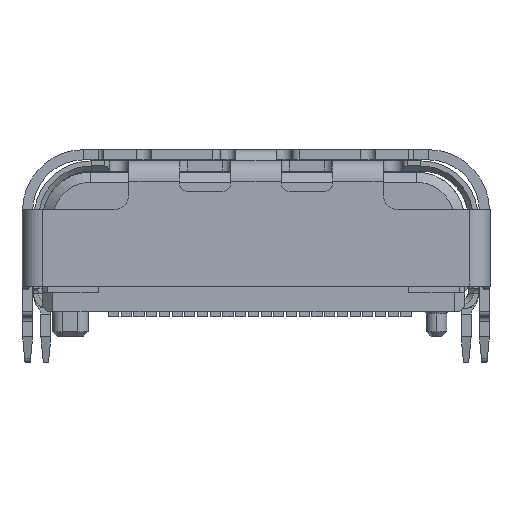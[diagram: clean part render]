
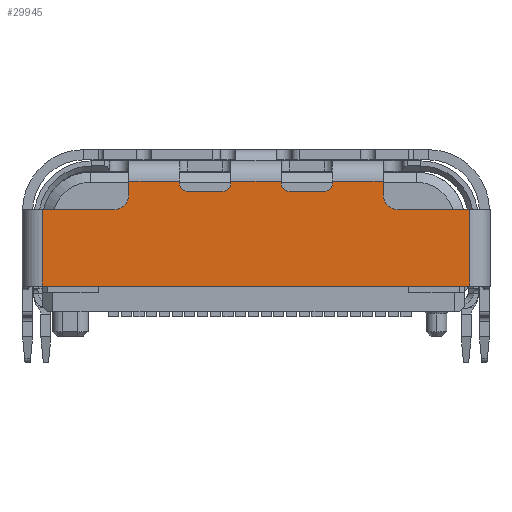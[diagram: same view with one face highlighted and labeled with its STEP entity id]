
A CAD part, left-side view. The second image highlights one B-rep face of the part: STEP entity #29945.
In plain terms, the highlighted planar face has unit normal (-1, 0, 0).
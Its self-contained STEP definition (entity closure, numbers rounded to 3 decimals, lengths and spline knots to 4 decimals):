
#5620=VERTEX_POINT('',#5621);
#5621=CARTESIAN_POINT('',(-10.45,-4.2,-0.98));
#5627=EDGE_CURVE('',#5620,#5628,#5630,.F.);
#5628=VERTEX_POINT('',#5629);
#5629=CARTESIAN_POINT('',(-10.45,4.2,-0.98));
#5630=LINE('',#5631,#5632);
#5631=CARTESIAN_POINT('',(-10.45,4.2,-0.98));
#5632=VECTOR('',#5633,1.0);
#5633=DIRECTION('',(0.0,-1.0,0.0));
#29451=VERTEX_POINT('',#29452);
#29452=CARTESIAN_POINT('',(-10.45,2.5,1.08));
#29475=EDGE_CURVE('',#29451,#29476,#29478,.F.);
#29476=VERTEX_POINT('',#29477);
#29477=CARTESIAN_POINT('',(-10.45,1.5,1.08));
#29478=LINE('',#29479,#29480);
#29479=CARTESIAN_POINT('',(-10.45,1.5,1.08));
#29480=VECTOR('',#29481,1.0);
#29481=DIRECTION('',(0.0,1.0,0.0));
#29620=VERTEX_POINT('',#29621);
#29621=CARTESIAN_POINT('',(-10.45,0.5,1.08));
#29644=EDGE_CURVE('',#29620,#29645,#29647,.F.);
#29645=VERTEX_POINT('',#29646);
#29646=CARTESIAN_POINT('',(-10.45,-0.5,1.08));
#29647=LINE('',#29648,#29649);
#29648=CARTESIAN_POINT('',(-10.45,-0.5,1.08));
#29649=VECTOR('',#29650,1.0);
#29650=DIRECTION('',(0.0,1.0,0.0));
#29789=VERTEX_POINT('',#29790);
#29790=CARTESIAN_POINT('',(-10.45,-1.5,1.08));
#29811=EDGE_CURVE('',#29789,#29812,#29814,.T.);
#29812=VERTEX_POINT('',#29813);
#29813=CARTESIAN_POINT('',(-10.45,-2.5,1.08));
#29814=LINE('',#29815,#29816);
#29815=CARTESIAN_POINT('',(-10.45,-1.5,1.08));
#29816=VECTOR('',#29817,1.0);
#29817=DIRECTION('',(0.0,-1.0,0.0));
#29926=VERTEX_POINT('',#29927);
#29927=CARTESIAN_POINT('',(-10.45,-2.5,0.82));
#29935=EDGE_CURVE('',#29812,#29926,#29936,.F.);
#29936=LINE('',#29937,#29938);
#29937=CARTESIAN_POINT('',(-10.45,-2.5,0.82));
#29938=VECTOR('',#29939,1.0);
#29939=DIRECTION('',(0.0,0.0,1.0));
#29945=ADVANCED_FACE('',(#29946),#30087,.F.);
#29946=FACE_BOUND('',#29947,.T.);
#29947=EDGE_LOOP('',(#29948,#29959,#29965,#29966,#29974,#29983,#29991,#30000,#30006,#30007,#30015,#30024,#30032,#30038,#30039,#30047,#30055,#30062,#30063,#30064,#30072,#30081));
#29948=ORIENTED_EDGE('',*,*,#29949,.T.);
#29949=EDGE_CURVE('',#29950,#29952,#29954,.F.);
#29950=VERTEX_POINT('',#29951);
#29951=CARTESIAN_POINT('',(-10.45,-0.65,0.88));
#29952=VERTEX_POINT('',#29953);
#29953=CARTESIAN_POINT('',(-10.45,-0.5,1.03));
#29954=CIRCLE('',#29955,0.15);
#29955=AXIS2_PLACEMENT_3D('',#29956,#29957,#29958);
#29956=CARTESIAN_POINT('',(-10.45,-0.65,1.03));
#29957=DIRECTION('',(-1.0,0.0,0.0));
#29958=DIRECTION('',(0.0,1.0,0.0));
#29959=ORIENTED_EDGE('',*,*,#29960,.T.);
#29960=EDGE_CURVE('',#29952,#29645,#29961,.T.);
#29961=LINE('',#29962,#29963);
#29962=CARTESIAN_POINT('',(-10.45,-0.5,1.03));
#29963=VECTOR('',#29964,1.0);
#29964=DIRECTION('',(0.,0.0,1.0));
#29965=ORIENTED_EDGE('',*,*,#29644,.F.);
#29966=ORIENTED_EDGE('',*,*,#29967,.T.);
#29967=EDGE_CURVE('',#29620,#29968,#29970,.T.);
#29968=VERTEX_POINT('',#29969);
#29969=CARTESIAN_POINT('',(-10.45,0.5,1.03));
#29970=LINE('',#29971,#29972);
#29971=CARTESIAN_POINT('',(-10.45,0.5,1.08));
#29972=VECTOR('',#29973,1.0);
#29973=DIRECTION('',(0.,0.0,-1.0));
#29974=ORIENTED_EDGE('',*,*,#29975,.T.);
#29975=EDGE_CURVE('',#29968,#29976,#29978,.F.);
#29976=VERTEX_POINT('',#29977);
#29977=CARTESIAN_POINT('',(-10.45,0.65,0.88));
#29978=CIRCLE('',#29979,0.15);
#29979=AXIS2_PLACEMENT_3D('',#29980,#29981,#29982);
#29980=CARTESIAN_POINT('',(-10.45,0.65,1.03));
#29981=DIRECTION('',(-1.0,0.0,0.0));
#29982=DIRECTION('',(0.0,0.0,-1.0));
#29983=ORIENTED_EDGE('',*,*,#29984,.T.);
#29984=EDGE_CURVE('',#29976,#29985,#29987,.T.);
#29985=VERTEX_POINT('',#29986);
#29986=CARTESIAN_POINT('',(-10.45,1.35,0.88));
#29987=LINE('',#29988,#29989);
#29988=CARTESIAN_POINT('',(-10.45,0.65,0.88));
#29989=VECTOR('',#29990,1.0);
#29990=DIRECTION('',(0.0,1.0,0.0));
#29991=ORIENTED_EDGE('',*,*,#29992,.T.);
#29992=EDGE_CURVE('',#29985,#29993,#29995,.F.);
#29993=VERTEX_POINT('',#29994);
#29994=CARTESIAN_POINT('',(-10.45,1.5,1.03));
#29995=CIRCLE('',#29996,0.15);
#29996=AXIS2_PLACEMENT_3D('',#29997,#29998,#29999);
#29997=CARTESIAN_POINT('',(-10.45,1.35,1.03));
#29998=DIRECTION('',(-1.0,0.0,0.0));
#29999=DIRECTION('',(0.0,1.0,0.0));
#30000=ORIENTED_EDGE('',*,*,#30001,.T.);
#30001=EDGE_CURVE('',#29993,#29476,#30002,.T.);
#30002=LINE('',#30003,#30004);
#30003=CARTESIAN_POINT('',(-10.45,1.5,1.03));
#30004=VECTOR('',#30005,1.0);
#30005=DIRECTION('',(0.,0.0,1.0));
#30006=ORIENTED_EDGE('',*,*,#29475,.F.);
#30007=ORIENTED_EDGE('',*,*,#30008,.T.);
#30008=EDGE_CURVE('',#29451,#30009,#30011,.T.);
#30009=VERTEX_POINT('',#30010);
#30010=CARTESIAN_POINT('',(-10.45,2.5,0.82));
#30011=LINE('',#30012,#30013);
#30012=CARTESIAN_POINT('',(-10.45,2.5,1.08));
#30013=VECTOR('',#30014,1.0);
#30014=DIRECTION('',(0.0,0.0,-1.0));
#30015=ORIENTED_EDGE('',*,*,#30016,.T.);
#30016=EDGE_CURVE('',#30009,#30017,#30019,.F.);
#30017=VERTEX_POINT('',#30018);
#30018=CARTESIAN_POINT('',(-10.45,2.8,0.52));
#30019=CIRCLE('',#30020,0.3);
#30020=AXIS2_PLACEMENT_3D('',#30021,#30022,#30023);
#30021=CARTESIAN_POINT('',(-10.45,2.8,0.82));
#30022=DIRECTION('',(-1.0,0.0,0.0));
#30023=DIRECTION('',(0.0,0.0,-1.0));
#30024=ORIENTED_EDGE('',*,*,#30025,.T.);
#30025=EDGE_CURVE('',#30017,#30026,#30028,.T.);
#30026=VERTEX_POINT('',#30027);
#30027=CARTESIAN_POINT('',(-10.45,4.2,0.52));
#30028=LINE('',#30029,#30030);
#30029=CARTESIAN_POINT('',(-10.45,2.8,0.52));
#30030=VECTOR('',#30031,1.0);
#30031=DIRECTION('',(0.0,1.0,0.0));
#30032=ORIENTED_EDGE('',*,*,#30033,.T.);
#30033=EDGE_CURVE('',#30026,#5628,#30034,.T.);
#30034=LINE('',#30035,#30036);
#30035=CARTESIAN_POINT('',(-10.45,4.2,0.52));
#30036=VECTOR('',#30037,1.0);
#30037=DIRECTION('',(0.0,0.0,-1.0));
#30038=ORIENTED_EDGE('',*,*,#5627,.F.);
#30039=ORIENTED_EDGE('',*,*,#30040,.T.);
#30040=EDGE_CURVE('',#5620,#30041,#30043,.T.);
#30041=VERTEX_POINT('',#30042);
#30042=CARTESIAN_POINT('',(-10.45,-4.2,0.52));
#30043=LINE('',#30044,#30045);
#30044=CARTESIAN_POINT('',(-10.45,-4.2,-0.98));
#30045=VECTOR('',#30046,1.0);
#30046=DIRECTION('',(0.0,0.0,1.0));
#30047=ORIENTED_EDGE('',*,*,#30048,.T.);
#30048=EDGE_CURVE('',#30041,#30049,#30051,.T.);
#30049=VERTEX_POINT('',#30050);
#30050=CARTESIAN_POINT('',(-10.45,-2.8,0.52));
#30051=LINE('',#30052,#30053);
#30052=CARTESIAN_POINT('',(-10.45,-4.2,0.52));
#30053=VECTOR('',#30054,1.0);
#30054=DIRECTION('',(0.0,1.0,0.0));
#30055=ORIENTED_EDGE('',*,*,#30056,.T.);
#30056=EDGE_CURVE('',#30049,#29926,#30057,.F.);
#30057=CIRCLE('',#30058,0.3);
#30058=AXIS2_PLACEMENT_3D('',#30059,#30060,#30061);
#30059=CARTESIAN_POINT('',(-10.45,-2.8,0.82));
#30060=DIRECTION('',(-1.0,0.0,0.0));
#30061=DIRECTION('',(0.0,1.0,0.0));
#30062=ORIENTED_EDGE('',*,*,#29935,.F.);
#30063=ORIENTED_EDGE('',*,*,#29811,.F.);
#30064=ORIENTED_EDGE('',*,*,#30065,.T.);
#30065=EDGE_CURVE('',#29789,#30066,#30068,.F.);
#30066=VERTEX_POINT('',#30067);
#30067=CARTESIAN_POINT('',(-10.45,-1.5,1.03));
#30068=LINE('',#30069,#30070);
#30069=CARTESIAN_POINT('',(-10.45,-1.5,1.03));
#30070=VECTOR('',#30071,1.0);
#30071=DIRECTION('',(0.,0.0,1.0));
#30072=ORIENTED_EDGE('',*,*,#30073,.T.);
#30073=EDGE_CURVE('',#30066,#30074,#30076,.F.);
#30074=VERTEX_POINT('',#30075);
#30075=CARTESIAN_POINT('',(-10.45,-1.35,0.88));
#30076=CIRCLE('',#30077,0.15);
#30077=AXIS2_PLACEMENT_3D('',#30078,#30079,#30080);
#30078=CARTESIAN_POINT('',(-10.45,-1.35,1.03));
#30079=DIRECTION('',(-1.0,0.0,0.0));
#30080=DIRECTION('',(0.0,0.0,-1.0));
#30081=ORIENTED_EDGE('',*,*,#30082,.T.);
#30082=EDGE_CURVE('',#30074,#29950,#30083,.T.);
#30083=LINE('',#30084,#30085);
#30084=CARTESIAN_POINT('',(-10.45,-1.35,0.88));
#30085=VECTOR('',#30086,1.0);
#30086=DIRECTION('',(0.0,1.0,0.0));
#30087=PLANE('',#30088);
#30088=AXIS2_PLACEMENT_3D('',#30089,#30090,#30091);
#30089=CARTESIAN_POINT('',(-10.45,0.0,0.05));
#30090=DIRECTION('',(1.0,0.0,0.0));
#30091=DIRECTION('',(0.0,0.0,-1.0));
